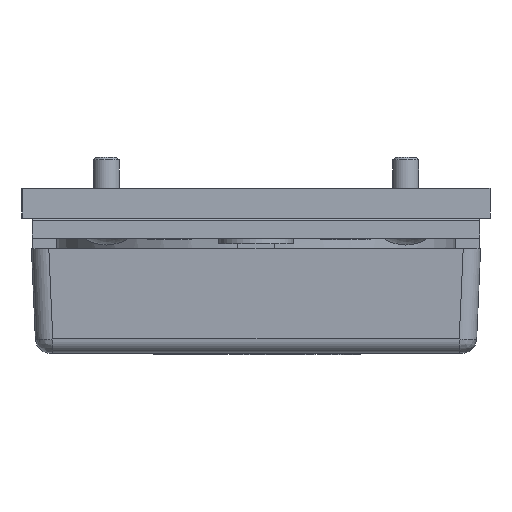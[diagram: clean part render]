
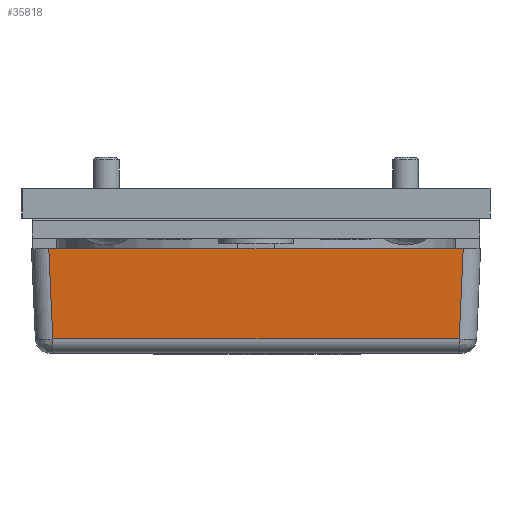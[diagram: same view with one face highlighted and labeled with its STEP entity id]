
A CAD part, front view. The second image highlights one B-rep face of the part: STEP entity #35818.
In plain terms, the highlighted planar face has unit normal (0, -0.999, -0.044).
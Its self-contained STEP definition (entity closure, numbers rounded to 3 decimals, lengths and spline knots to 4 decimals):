
#3106=PLANE('',#37536);
#5610=FACE_OUTER_BOUND('',#7665,.T.);
#7665=EDGE_LOOP('',(#33280,#33281,#33282,#33283));
#11286=LINE('',#61590,#14971);
#11293=LINE('',#61665,#14978);
#11294=LINE('',#61669,#14979);
#11295=LINE('',#61670,#14980);
#14971=VECTOR('',#43977,2.5515);
#14978=VECTOR('',#44006,0.5677);
#14979=VECTOR('',#44011,0.5677);
#14980=VECTOR('',#44012,2.601);
#18558=VERTEX_POINT('',#61584);
#18559=VERTEX_POINT('',#61588);
#18566=VERTEX_POINT('',#61664);
#18567=VERTEX_POINT('',#61668);
#23503=EDGE_CURVE('',#18558,#18559,#11286,.T.);
#23516=EDGE_CURVE('',#18559,#18566,#11293,.T.);
#23518=EDGE_CURVE('',#18567,#18558,#11294,.T.);
#23519=EDGE_CURVE('',#18567,#18566,#11295,.T.);
#33280=ORIENTED_EDGE('',*,*,#23503,.F.);
#33281=ORIENTED_EDGE('',*,*,#23518,.F.);
#33282=ORIENTED_EDGE('',*,*,#23519,.T.);
#33283=ORIENTED_EDGE('',*,*,#23516,.F.);
#35818=ADVANCED_FACE('',(#5610),#3106,.T.);
#37536=AXIS2_PLACEMENT_3D('',#61667,#44009,#44010);
#43977=DIRECTION('',(-1.,0.,0.));
#44006=DIRECTION('',(-0.044,-0.044,0.998));
#44009=DIRECTION('center_axis',(0.,-0.999,-0.044));
#44010=DIRECTION('ref_axis',(0.,0.044,-0.999));
#44011=DIRECTION('',(-0.044,0.044,-0.998));
#44012=DIRECTION('',(-1.,0.,0.));
#61584=CARTESIAN_POINT('',(1.2757,-1.9985,0.0897));
#61588=CARTESIAN_POINT('',(-1.2757,-1.9985,0.0897));
#61590=CARTESIAN_POINT('',(1.2757,-1.9985,0.0897));
#61664=CARTESIAN_POINT('',(-1.3005,-2.0233,0.6563));
#61665=CARTESIAN_POINT('',(-1.2757,-1.9985,0.0897));
#61667=CARTESIAN_POINT('Origin',(1.4098,-1.9946,0.0006));
#61668=CARTESIAN_POINT('',(1.3005,-2.0233,0.6563));
#61669=CARTESIAN_POINT('',(1.3005,-2.0233,0.6563));
#61670=CARTESIAN_POINT('',(1.3005,-2.0233,0.6563));
